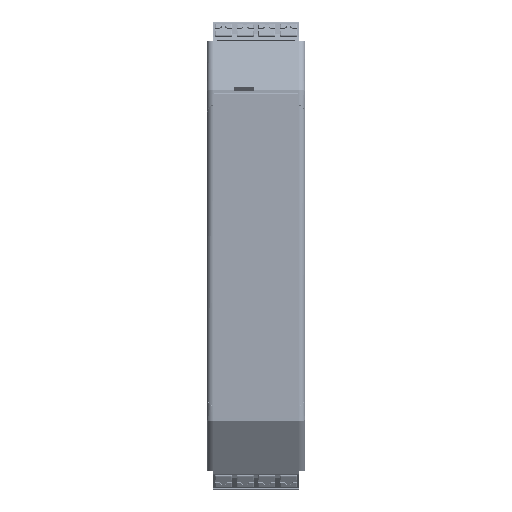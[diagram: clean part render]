
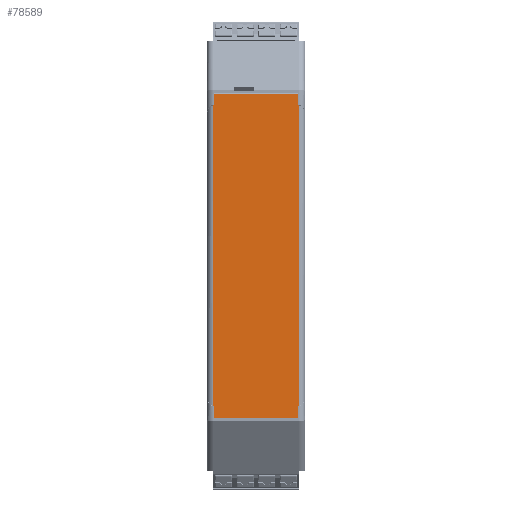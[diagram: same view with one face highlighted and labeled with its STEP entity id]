
A CAD part, top view. The second image highlights one B-rep face of the part: STEP entity #78589.
In plain terms, the highlighted face is planar.
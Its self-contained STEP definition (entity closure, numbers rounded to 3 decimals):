
#4919=VERTEX_POINT('',#110619);
#4920=VERTEX_POINT('',#110621);
#4938=VERTEX_POINT('',#110660);
#4944=VERTEX_POINT('',#110672);
#4951=VERTEX_POINT('',#110699);
#4953=VERTEX_POINT('',#110705);
#4959=VERTEX_POINT('',#110720);
#4960=VERTEX_POINT('',#110721);
#4961=VERTEX_POINT('',#110723);
#4962=VERTEX_POINT('',#110725);
#4963=VERTEX_POINT('',#110727);
#4964=VERTEX_POINT('',#110729);
#13315=VECTOR('',#90783,1.);
#13334=VECTOR('',#90815,1.);
#13345=VECTOR('',#90839,1.);
#13347=VECTOR('',#90845,1.);
#13352=VECTOR('',#90856,1.);
#13353=VECTOR('',#90857,1.);
#13354=VECTOR('',#90858,1.);
#13355=VECTOR('',#90859,1.);
#13356=VECTOR('',#90860,1.);
#13357=VECTOR('',#90861,1.);
#13358=VECTOR('',#90862,1.);
#13359=VECTOR('',#90863,1.);
#23522=LINE('',#110620,#13315);
#23541=LINE('',#110673,#13334);
#23552=LINE('',#110698,#13345);
#23554=LINE('',#110704,#13347);
#23559=LINE('',#110719,#13352);
#23560=LINE('',#110722,#13353);
#23561=LINE('',#110724,#13354);
#23562=LINE('',#110726,#13355);
#23563=LINE('',#110728,#13356);
#23564=LINE('',#110730,#13357);
#23565=LINE('',#110731,#13358);
#23566=LINE('',#110732,#13359);
#33981=EDGE_CURVE('',#4920,#4919,#23522,.T.);
#34006=EDGE_CURVE('',#4944,#4938,#23541,.T.);
#34020=EDGE_CURVE('',#4951,#4938,#23552,.T.);
#34023=EDGE_CURVE('',#4953,#4920,#23554,.T.);
#34030=EDGE_CURVE('',#4959,#4960,#23559,.T.);
#34031=EDGE_CURVE('',#4961,#4960,#23560,.T.);
#34032=EDGE_CURVE('',#4961,#4962,#23561,.T.);
#34033=EDGE_CURVE('',#4963,#4962,#23562,.T.);
#34034=EDGE_CURVE('',#4963,#4964,#23563,.T.);
#34035=EDGE_CURVE('',#4951,#4964,#23564,.T.);
#34036=EDGE_CURVE('',#4944,#4953,#23565,.T.);
#34037=EDGE_CURVE('',#4919,#4959,#23566,.T.);
#48222=ORIENTED_EDGE('',*,*,#34030,.T.);
#48223=ORIENTED_EDGE('',*,*,#34031,.F.);
#48224=ORIENTED_EDGE('',*,*,#34032,.T.);
#48225=ORIENTED_EDGE('',*,*,#34033,.F.);
#48226=ORIENTED_EDGE('',*,*,#34034,.T.);
#48227=ORIENTED_EDGE('',*,*,#34035,.F.);
#48228=ORIENTED_EDGE('',*,*,#34020,.T.);
#48229=ORIENTED_EDGE('',*,*,#34006,.F.);
#48230=ORIENTED_EDGE('',*,*,#34036,.T.);
#48231=ORIENTED_EDGE('',*,*,#34023,.T.);
#48232=ORIENTED_EDGE('',*,*,#33981,.T.);
#48233=ORIENTED_EDGE('',*,*,#34037,.T.);
#69023=EDGE_LOOP('',(#48222,#48223,#48224,#48225,#48226,#48227,#48228,#48229,
#48230,#48231,#48232,#48233));
#73817=FACE_BOUND('',#69023,.T.);
#78589=ADVANCED_FACE('',(#73817),#132168,.T.);
#83084=AXIS2_PLACEMENT_3D('',#110718,#90855,$);
#90783=DIRECTION('',(0.,0.,-1.));
#90815=DIRECTION('',(-1.,0.,0.));
#90839=DIRECTION('',(0.,0.,1.));
#90845=DIRECTION('',(1.,0.,0.));
#90855=DIRECTION('',(0.,1.,0.));
#90856=DIRECTION('',(0.,0.,-1.));
#90857=DIRECTION('',(1.,0.,0.));
#90858=DIRECTION('',(0.,0.,-1.));
#90859=DIRECTION('',(1.,0.,0.));
#90860=DIRECTION('',(0.,0.,1.));
#90861=DIRECTION('',(1.,0.,0.));
#90862=DIRECTION('',(0.,0.,1.));
#90863=DIRECTION('',(1.,0.,0.));
#110619=CARTESIAN_POINT('',(34.6,114.5,7.15));
#110620=CARTESIAN_POINT('',(34.6,114.5,8.8));
#110621=CARTESIAN_POINT('',(34.6,114.5,7.3));
#110660=CARTESIAN_POINT('',(-37.2,114.5,7.15));
#110672=CARTESIAN_POINT('',(-34.6,114.5,7.15));
#110673=CARTESIAN_POINT('',(-32.78,114.5,7.15));
#110698=CARTESIAN_POINT('',(-37.2,114.5,-7.25));
#110699=CARTESIAN_POINT('',(-37.2,114.5,-12.15));
#110704=CARTESIAN_POINT('',(-32.78,114.5,7.3));
#110705=CARTESIAN_POINT('',(-34.6,114.5,7.3));
#110718=CARTESIAN_POINT('',(-37.2,114.5,-10.772));
#110719=CARTESIAN_POINT('',(37.5,114.5,8.8));
#110720=CARTESIAN_POINT('',(37.5,114.5,7.15));
#110721=CARTESIAN_POINT('',(37.5,114.5,-12.15));
#110722=CARTESIAN_POINT('',(-32.78,114.5,-12.15));
#110723=CARTESIAN_POINT('',(34.6,114.5,-12.15));
#110724=CARTESIAN_POINT('',(34.6,114.5,8.8));
#110725=CARTESIAN_POINT('',(34.6,114.5,-12.3));
#110726=CARTESIAN_POINT('',(-32.78,114.5,-12.3));
#110727=CARTESIAN_POINT('',(-34.6,114.5,-12.3));
#110728=CARTESIAN_POINT('',(-34.6,114.5,8.8));
#110729=CARTESIAN_POINT('',(-34.6,114.5,-12.15));
#110730=CARTESIAN_POINT('',(-32.78,114.5,-12.15));
#110731=CARTESIAN_POINT('',(-34.6,114.5,8.8));
#110732=CARTESIAN_POINT('',(-32.78,114.5,7.15));
#132168=PLANE('',#83084);
